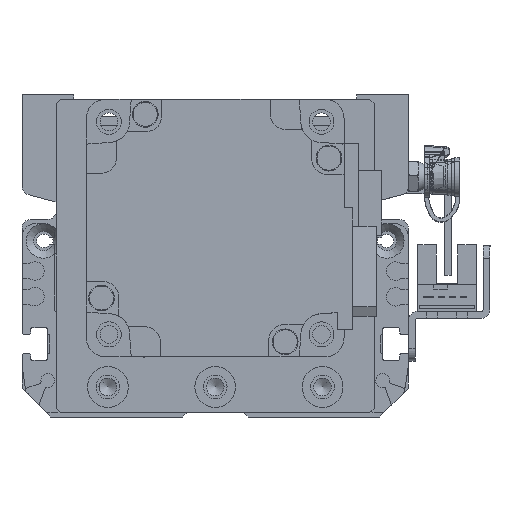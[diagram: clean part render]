
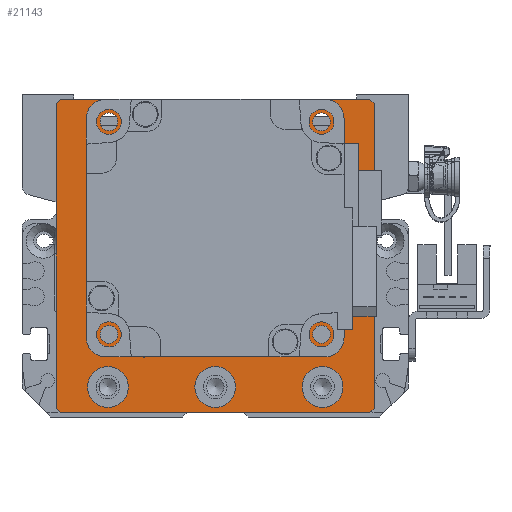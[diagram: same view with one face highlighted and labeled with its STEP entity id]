
A CAD part, left-side view. The second image highlights one B-rep face of the part: STEP entity #21143.
In plain terms, the highlighted face is planar.
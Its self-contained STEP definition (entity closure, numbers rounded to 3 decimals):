
#728=FACE_BOUND('',#3946,.T.);
#729=FACE_BOUND('',#3947,.T.);
#730=FACE_BOUND('',#3948,.T.);
#731=FACE_BOUND('',#3949,.T.);
#732=FACE_BOUND('',#3950,.T.);
#733=FACE_BOUND('',#3951,.T.);
#734=FACE_BOUND('',#3952,.T.);
#735=FACE_BOUND('',#3953,.T.);
#1145=PLANE('',#23403);
#2552=FACE_OUTER_BOUND('',#3945,.T.);
#3945=EDGE_LOOP('',(#17734,#17735,#17736,#17737,#17738,#17739,#17740,#17741));
#3946=EDGE_LOOP('',(#17742));
#3947=EDGE_LOOP('',(#17743));
#3948=EDGE_LOOP('',(#17744));
#3949=EDGE_LOOP('',(#17745));
#3950=EDGE_LOOP('',(#17746));
#3951=EDGE_LOOP('',(#17747));
#3952=EDGE_LOOP('',(#17748));
#3953=EDGE_LOOP('',(#17749));
#5581=LINE('',#34778,#7346);
#5587=LINE('',#34789,#7352);
#5594=LINE('',#34824,#7359);
#5597=LINE('',#34829,#7362);
#5603=LINE('',#34850,#7368);
#5606=LINE('',#34855,#7371);
#5607=LINE('',#34858,#7372);
#5615=LINE('',#34897,#7380);
#7346=VECTOR('',#27879,10.);
#7352=VECTOR('',#27887,10.);
#7359=VECTOR('',#27918,10.);
#7362=VECTOR('',#27923,10.);
#7368=VECTOR('',#27947,10.);
#7371=VECTOR('',#27952,10.);
#7372=VECTOR('',#27955,10.);
#7380=VECTOR('',#28005,10.);
#8773=CIRCLE('',#23372,4.75);
#8776=CIRCLE('',#23378,4.75);
#8779=CIRCLE('',#23384,4.75);
#8781=CIRCLE('',#23390,2.067);
#8782=CIRCLE('',#23392,2.067);
#8783=CIRCLE('',#23394,2.067);
#8784=CIRCLE('',#23396,2.067);
#8787=CIRCLE('',#23401,25.);
#10360=VERTEX_POINT('',#34776);
#10361=VERTEX_POINT('',#34777);
#10365=VERTEX_POINT('',#34787);
#10381=VERTEX_POINT('',#34823);
#10382=VERTEX_POINT('',#34827);
#10388=VERTEX_POINT('',#34849);
#10389=VERTEX_POINT('',#34853);
#10390=VERTEX_POINT('',#34857);
#10393=VERTEX_POINT('',#34866);
#10396=VERTEX_POINT('',#34877);
#10399=VERTEX_POINT('',#34888);
#10401=VERTEX_POINT('',#34899);
#10402=VERTEX_POINT('',#34903);
#10403=VERTEX_POINT('',#34907);
#10404=VERTEX_POINT('',#34911);
#10407=VERTEX_POINT('',#34920);
#12927=EDGE_CURVE('',#10360,#10361,#5581,.T.);
#12933=EDGE_CURVE('',#10360,#10365,#5587,.T.);
#12950=EDGE_CURVE('',#10381,#10365,#5594,.T.);
#12953=EDGE_CURVE('',#10381,#10382,#5597,.T.);
#12962=EDGE_CURVE('',#10388,#10382,#5603,.T.);
#12965=EDGE_CURVE('',#10388,#10389,#5606,.T.);
#12966=EDGE_CURVE('',#10390,#10389,#5607,.T.);
#12970=EDGE_CURVE('',#10393,#10393,#8773,.T.);
#12975=EDGE_CURVE('',#10396,#10396,#8776,.T.);
#12980=EDGE_CURVE('',#10399,#10399,#8779,.T.);
#12984=EDGE_CURVE('',#10390,#10361,#5615,.T.);
#12985=EDGE_CURVE('',#10401,#10401,#8781,.T.);
#12987=EDGE_CURVE('',#10402,#10402,#8782,.T.);
#12989=EDGE_CURVE('',#10403,#10403,#8783,.T.);
#12991=EDGE_CURVE('',#10404,#10404,#8784,.T.);
#12995=EDGE_CURVE('',#10407,#10407,#8787,.T.);
#17734=ORIENTED_EDGE('',*,*,#12927,.F.);
#17735=ORIENTED_EDGE('',*,*,#12933,.T.);
#17736=ORIENTED_EDGE('',*,*,#12950,.F.);
#17737=ORIENTED_EDGE('',*,*,#12953,.T.);
#17738=ORIENTED_EDGE('',*,*,#12962,.F.);
#17739=ORIENTED_EDGE('',*,*,#12965,.T.);
#17740=ORIENTED_EDGE('',*,*,#12966,.F.);
#17741=ORIENTED_EDGE('',*,*,#12984,.T.);
#17742=ORIENTED_EDGE('',*,*,#12970,.T.);
#17743=ORIENTED_EDGE('',*,*,#12975,.T.);
#17744=ORIENTED_EDGE('',*,*,#12980,.T.);
#17745=ORIENTED_EDGE('',*,*,#12985,.T.);
#17746=ORIENTED_EDGE('',*,*,#12987,.T.);
#17747=ORIENTED_EDGE('',*,*,#12989,.T.);
#17748=ORIENTED_EDGE('',*,*,#12991,.T.);
#17749=ORIENTED_EDGE('',*,*,#12995,.T.);
#21143=ADVANCED_FACE('',(#2552,#728,#729,#730,#731,#732,#733,#734,#735),
#1145,.T.);
#23372=AXIS2_PLACEMENT_3D('',#34867,#27965,#27966);
#23378=AXIS2_PLACEMENT_3D('',#34878,#27979,#27980);
#23384=AXIS2_PLACEMENT_3D('',#34889,#27993,#27994);
#23390=AXIS2_PLACEMENT_3D('',#34900,#28008,#28009);
#23392=AXIS2_PLACEMENT_3D('',#34904,#28013,#28014);
#23394=AXIS2_PLACEMENT_3D('',#34908,#28018,#28019);
#23396=AXIS2_PLACEMENT_3D('',#34912,#28023,#28024);
#23401=AXIS2_PLACEMENT_3D('',#34921,#28034,#28035);
#23403=AXIS2_PLACEMENT_3D('',#34925,#28040,#28041);
#27879=DIRECTION('',(0.707,-0.707,0.));
#27887=DIRECTION('',(-1.,0.,0.));
#27918=DIRECTION('',(0.707,0.707,0.));
#27923=DIRECTION('',(0.,-1.,0.));
#27947=DIRECTION('',(-0.707,0.707,0.));
#27952=DIRECTION('',(1.,0.,0.));
#27955=DIRECTION('',(-0.707,-0.707,0.));
#27965=DIRECTION('center_axis',(0.,0.,-1.));
#27966=DIRECTION('ref_axis',(1.,0.,0.));
#27979=DIRECTION('center_axis',(0.,0.,-1.));
#27980=DIRECTION('ref_axis',(1.,0.,0.));
#27993=DIRECTION('center_axis',(0.,0.,-1.));
#27994=DIRECTION('ref_axis',(1.,0.,0.));
#28005=DIRECTION('',(0.,1.,0.));
#28008=DIRECTION('center_axis',(0.,0.,-1.));
#28009=DIRECTION('ref_axis',(1.,0.,0.));
#28013=DIRECTION('center_axis',(0.,0.,-1.));
#28014=DIRECTION('ref_axis',(1.,0.,0.));
#28018=DIRECTION('center_axis',(0.,0.,-1.));
#28019=DIRECTION('ref_axis',(1.,0.,0.));
#28023=DIRECTION('center_axis',(0.,0.,-1.));
#28024=DIRECTION('ref_axis',(1.,0.,0.));
#28034=DIRECTION('center_axis',(0.,0.,-1.));
#28035=DIRECTION('ref_axis',(1.,0.,0.));
#28040=DIRECTION('center_axis',(0.,0.,1.));
#28041=DIRECTION('ref_axis',(1.,0.,0.));
#34776=CARTESIAN_POINT('',(36.,37.5,59.));
#34777=CARTESIAN_POINT('',(37.,36.5,59.));
#34778=CARTESIAN_POINT('',(36.625,36.875,59.));
#34787=CARTESIAN_POINT('',(-36.,37.5,59.));
#34789=CARTESIAN_POINT('',(37.,37.5,59.));
#34823=CARTESIAN_POINT('',(-37.,36.5,59.));
#34824=CARTESIAN_POINT('',(-36.625,36.875,59.));
#34827=CARTESIAN_POINT('',(-37.,-34.5,59.));
#34829=CARTESIAN_POINT('',(-37.,35.5,59.));
#34849=CARTESIAN_POINT('',(-36.,-35.5,59.));
#34850=CARTESIAN_POINT('',(-36.125,-35.375,59.));
#34853=CARTESIAN_POINT('',(36.,-35.5,59.));
#34855=CARTESIAN_POINT('',(-37.,-35.5,59.));
#34857=CARTESIAN_POINT('',(37.,-34.5,59.));
#34858=CARTESIAN_POINT('',(36.125,-35.375,59.));
#34866=CARTESIAN_POINT('',(-29.75,-29.5,59.));
#34867=CARTESIAN_POINT('Origin',(-25.,-29.5,59.));
#34877=CARTESIAN_POINT('',(-4.75,-29.5,59.));
#34878=CARTESIAN_POINT('Origin',(0.,-29.5,59.));
#34888=CARTESIAN_POINT('',(20.25,-29.5,59.));
#34889=CARTESIAN_POINT('Origin',(25.,-29.5,59.));
#34897=CARTESIAN_POINT('',(37.,-35.5,59.));
#34899=CARTESIAN_POINT('',(-26.816,-17.249,59.));
#34900=CARTESIAN_POINT('Origin',(-24.749,-17.249,59.));
#34903=CARTESIAN_POINT('',(-26.816,32.249,59.));
#34904=CARTESIAN_POINT('Origin',(-24.749,32.249,59.));
#34907=CARTESIAN_POINT('',(22.682,32.249,59.));
#34908=CARTESIAN_POINT('Origin',(24.749,32.249,59.));
#34911=CARTESIAN_POINT('',(22.682,-17.249,59.));
#34912=CARTESIAN_POINT('Origin',(24.749,-17.249,59.));
#34920=CARTESIAN_POINT('',(-25.,7.5,59.));
#34921=CARTESIAN_POINT('Origin',(0.,7.5,59.));
#34925=CARTESIAN_POINT('Origin',(0.,0.,
59.));
